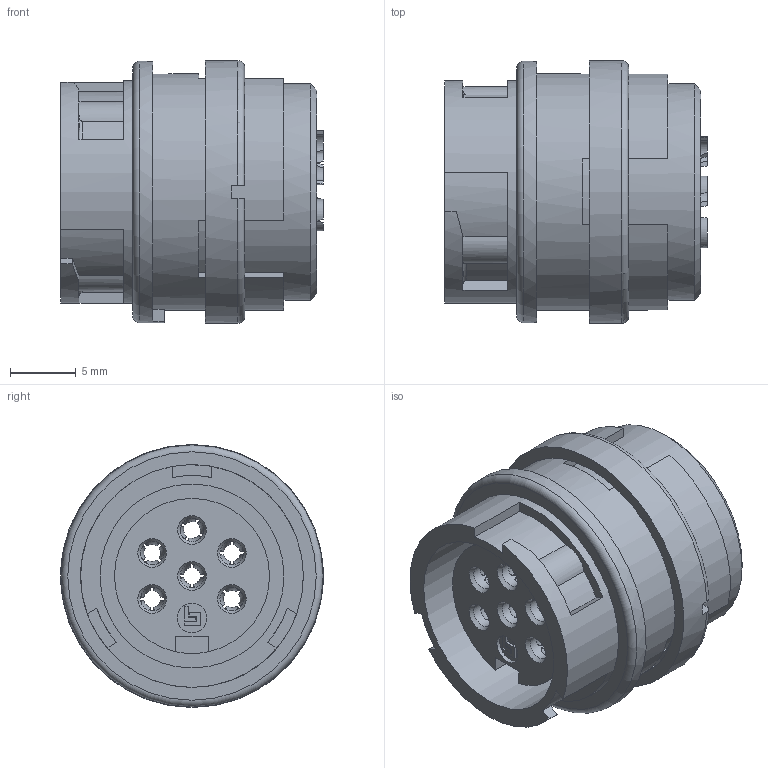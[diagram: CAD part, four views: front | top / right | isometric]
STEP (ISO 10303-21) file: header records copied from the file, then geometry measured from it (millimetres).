
FILE_DESCRIPTION(/* description */ (''),/* implementation_level */ '2;1');
FILE_NAME(/* name */ '99-0620-00-06_bg.stp',/* time_stamp */ '2010-04-14T13:02:24+02:00',/* author */ (''),/* organization */ (''),/* preprocessor_version */ 'ST-DEVELOPER v11',/* originating_system */ 'UGS - NX 5.0',/* authorisation */ '');
FILE_SCHEMA (('CONFIG_CONTROL_DESIGN'));
Length unit declared in the file: millimetre
Products named in the file (1): kbor3CB8utbj
Bounding box: 20 x 20 x 20 mm (x, y, z)
Volume: 3400.9 mm3; surface area: 3887.1 mm2
Topology: 2 solids, 2 shells, 334 faces, 892 edges, 588 vertices
Faces by surface type: plane 169, cylinder 99, cone 34, torus 30, bspline 2
Full cylindrical faces by diameter (mm): 1.8 x6, 2.25 x1, 2.4 x6, 14 x1, 16.5 x1, 16.95 x1, 17.188 x1, 18 x1, 18.1 x1, 19.9 x1, 20 x1
Entity records: 12487 total; most frequent: CARTESIAN_POINT 4531, ORIENTED_EDGE 1660, DIRECTION 1548, EDGE_CURVE 830, AXIS2_PLACEMENT_3D 615, VERTEX_POINT 561, EDGE_LOOP 419, ADVANCED_FACE 333
